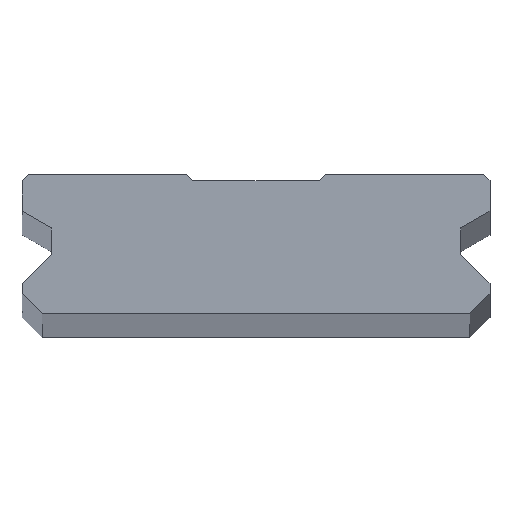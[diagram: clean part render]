
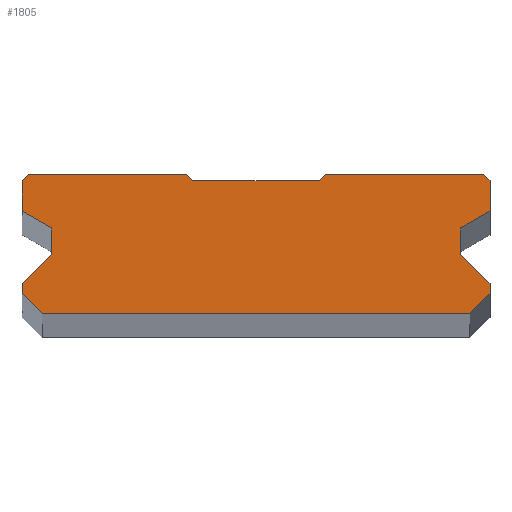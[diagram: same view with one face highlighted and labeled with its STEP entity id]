
A CAD part, top view. The second image highlights one B-rep face of the part: STEP entity #1805.
In plain terms, the highlighted planar face has unit normal (0, 0, 1).
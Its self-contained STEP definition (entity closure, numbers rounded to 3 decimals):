
#79=PLANE('',#2026);
#233=FACE_OUTER_BOUND('',#387,.T.);
#387=EDGE_LOOP('',(#1613,#1614,#1615,#1616,#1617,#1618,#1619,#1620,#1621,
#1622,#1623,#1624,#1625,#1626,#1627,#1628,#1629,#1630,#1631,#1632));
#477=LINE('',#2974,#625);
#481=LINE('',#2982,#629);
#484=LINE('',#2988,#632);
#487=LINE('',#2994,#635);
#490=LINE('',#3000,#638);
#493=LINE('',#3006,#641);
#496=LINE('',#3012,#644);
#499=LINE('',#3018,#647);
#502=LINE('',#3024,#650);
#505=LINE('',#3030,#653);
#508=LINE('',#3036,#656);
#511=LINE('',#3042,#659);
#514=LINE('',#3048,#662);
#517=LINE('',#3054,#665);
#520=LINE('',#3060,#668);
#523=LINE('',#3066,#671);
#526=LINE('',#3072,#674);
#529=LINE('',#3078,#677);
#532=LINE('',#3084,#680);
#535=LINE('',#3089,#683);
#625=VECTOR('',#2472,10.);
#629=VECTOR('',#2478,10.);
#632=VECTOR('',#2483,10.);
#635=VECTOR('',#2488,10.);
#638=VECTOR('',#2493,10.);
#641=VECTOR('',#2498,10.);
#644=VECTOR('',#2503,10.);
#647=VECTOR('',#2508,10.);
#650=VECTOR('',#2513,10.);
#653=VECTOR('',#2518,10.);
#656=VECTOR('',#2523,10.);
#659=VECTOR('',#2528,10.);
#662=VECTOR('',#2533,10.);
#665=VECTOR('',#2538,10.);
#668=VECTOR('',#2543,10.);
#671=VECTOR('',#2548,10.);
#674=VECTOR('',#2553,10.);
#677=VECTOR('',#2558,10.);
#680=VECTOR('',#2563,10.);
#683=VECTOR('',#2568,10.);
#905=VERTEX_POINT('',#2972);
#906=VERTEX_POINT('',#2973);
#909=VERTEX_POINT('',#2981);
#911=VERTEX_POINT('',#2987);
#913=VERTEX_POINT('',#2993);
#915=VERTEX_POINT('',#2999);
#917=VERTEX_POINT('',#3005);
#919=VERTEX_POINT('',#3011);
#921=VERTEX_POINT('',#3017);
#923=VERTEX_POINT('',#3023);
#925=VERTEX_POINT('',#3029);
#927=VERTEX_POINT('',#3035);
#929=VERTEX_POINT('',#3041);
#931=VERTEX_POINT('',#3047);
#933=VERTEX_POINT('',#3053);
#935=VERTEX_POINT('',#3059);
#937=VERTEX_POINT('',#3065);
#939=VERTEX_POINT('',#3071);
#941=VERTEX_POINT('',#3077);
#943=VERTEX_POINT('',#3083);
#1121=EDGE_CURVE('',#905,#906,#477,.T.);
#1125=EDGE_CURVE('',#906,#909,#481,.T.);
#1128=EDGE_CURVE('',#909,#911,#484,.T.);
#1131=EDGE_CURVE('',#911,#913,#487,.T.);
#1134=EDGE_CURVE('',#913,#915,#490,.T.);
#1137=EDGE_CURVE('',#915,#917,#493,.T.);
#1140=EDGE_CURVE('',#917,#919,#496,.T.);
#1143=EDGE_CURVE('',#919,#921,#499,.T.);
#1146=EDGE_CURVE('',#921,#923,#502,.T.);
#1149=EDGE_CURVE('',#923,#925,#505,.T.);
#1152=EDGE_CURVE('',#925,#927,#508,.T.);
#1155=EDGE_CURVE('',#927,#929,#511,.T.);
#1158=EDGE_CURVE('',#929,#931,#514,.T.);
#1161=EDGE_CURVE('',#931,#933,#517,.T.);
#1164=EDGE_CURVE('',#933,#935,#520,.T.);
#1167=EDGE_CURVE('',#935,#937,#523,.T.);
#1170=EDGE_CURVE('',#937,#939,#526,.T.);
#1173=EDGE_CURVE('',#939,#941,#529,.T.);
#1176=EDGE_CURVE('',#941,#943,#532,.T.);
#1179=EDGE_CURVE('',#943,#905,#535,.T.);
#1613=ORIENTED_EDGE('',*,*,#1179,.T.);
#1614=ORIENTED_EDGE('',*,*,#1121,.T.);
#1615=ORIENTED_EDGE('',*,*,#1125,.T.);
#1616=ORIENTED_EDGE('',*,*,#1128,.T.);
#1617=ORIENTED_EDGE('',*,*,#1131,.T.);
#1618=ORIENTED_EDGE('',*,*,#1134,.T.);
#1619=ORIENTED_EDGE('',*,*,#1137,.T.);
#1620=ORIENTED_EDGE('',*,*,#1140,.T.);
#1621=ORIENTED_EDGE('',*,*,#1143,.T.);
#1622=ORIENTED_EDGE('',*,*,#1146,.T.);
#1623=ORIENTED_EDGE('',*,*,#1149,.T.);
#1624=ORIENTED_EDGE('',*,*,#1152,.T.);
#1625=ORIENTED_EDGE('',*,*,#1155,.T.);
#1626=ORIENTED_EDGE('',*,*,#1158,.T.);
#1627=ORIENTED_EDGE('',*,*,#1161,.T.);
#1628=ORIENTED_EDGE('',*,*,#1164,.T.);
#1629=ORIENTED_EDGE('',*,*,#1167,.T.);
#1630=ORIENTED_EDGE('',*,*,#1170,.T.);
#1631=ORIENTED_EDGE('',*,*,#1173,.T.);
#1632=ORIENTED_EDGE('',*,*,#1176,.T.);
#1805=ADVANCED_FACE('',(#233),#79,.T.);
#2026=AXIS2_PLACEMENT_3D('',#3091,#2570,#2571);
#2472=DIRECTION('',(0.,-1.,0.));
#2478=DIRECTION('',(-0.707,-0.707,0.));
#2483=DIRECTION('',(0.,-1.,0.));
#2488=DIRECTION('',(0.707,-0.707,0.));
#2493=DIRECTION('',(1.,0.,0.));
#2498=DIRECTION('',(0.707,0.707,0.));
#2503=DIRECTION('',(0.,1.,0.));
#2508=DIRECTION('',(-0.707,0.707,0.));
#2513=DIRECTION('',(0.,1.,0.));
#2518=DIRECTION('',(0.866,0.5,0.));
#2523=DIRECTION('',(0.,1.,0.));
#2528=DIRECTION('',(-0.707,0.707,0.));
#2533=DIRECTION('',(-1.,0.,0.));
#2538=DIRECTION('',(-0.707,-0.707,0.));
#2543=DIRECTION('',(-1.,0.,0.));
#2548=DIRECTION('',(-0.707,0.707,0.));
#2553=DIRECTION('',(-1.,0.,0.));
#2558=DIRECTION('',(-0.707,-0.707,0.));
#2563=DIRECTION('',(0.,-1.,0.));
#2568=DIRECTION('',(0.866,-0.5,0.));
#2570=DIRECTION('center_axis',(0.,0.,1.));
#2571=DIRECTION('ref_axis',(1.,0.,0.));
#2972=CARTESIAN_POINT('',(-16.2,6.772,0.));
#2973=CARTESIAN_POINT('',(-16.2,4.7,0.));
#2974=CARTESIAN_POINT('',(-16.2,6.772,0.));
#2981=CARTESIAN_POINT('',(-18.5,2.4,0.));
#2982=CARTESIAN_POINT('',(-16.2,4.7,0.));
#2987=CARTESIAN_POINT('',(-18.5,1.6,0.));
#2988=CARTESIAN_POINT('',(-18.5,2.4,0.));
#2993=CARTESIAN_POINT('',(-16.9,0.,0.));
#2994=CARTESIAN_POINT('',(-18.5,1.6,0.));
#2999=CARTESIAN_POINT('',(16.9,0.,0.));
#3000=CARTESIAN_POINT('',(-16.9,0.,0.));
#3005=CARTESIAN_POINT('',(18.5,1.6,0.));
#3006=CARTESIAN_POINT('',(16.9,0.,0.));
#3011=CARTESIAN_POINT('',(18.5,2.4,0.));
#3012=CARTESIAN_POINT('',(18.5,1.6,0.));
#3017=CARTESIAN_POINT('',(16.2,4.7,0.));
#3018=CARTESIAN_POINT('',(18.5,2.4,0.));
#3023=CARTESIAN_POINT('',(16.2,6.772,0.));
#3024=CARTESIAN_POINT('',(16.2,4.7,0.));
#3029=CARTESIAN_POINT('',(18.5,8.1,0.));
#3030=CARTESIAN_POINT('',(16.2,6.772,0.));
#3035=CARTESIAN_POINT('',(18.5,10.5,0.));
#3036=CARTESIAN_POINT('',(18.5,8.1,0.));
#3041=CARTESIAN_POINT('',(18.,11.,0.));
#3042=CARTESIAN_POINT('',(18.5,10.5,0.));
#3047=CARTESIAN_POINT('',(5.5,11.,0.));
#3048=CARTESIAN_POINT('',(18.,11.,0.));
#3053=CARTESIAN_POINT('',(5.,10.5,0.));
#3054=CARTESIAN_POINT('',(5.5,11.,0.));
#3059=CARTESIAN_POINT('',(-5.,10.5,0.));
#3060=CARTESIAN_POINT('',(5.,10.5,0.));
#3065=CARTESIAN_POINT('',(-5.5,11.,0.));
#3066=CARTESIAN_POINT('',(-5.,10.5,0.));
#3071=CARTESIAN_POINT('',(-18.,11.,0.));
#3072=CARTESIAN_POINT('',(-5.5,11.,0.));
#3077=CARTESIAN_POINT('',(-18.5,10.5,0.));
#3078=CARTESIAN_POINT('',(-18.,11.,0.));
#3083=CARTESIAN_POINT('',(-18.5,8.1,0.));
#3084=CARTESIAN_POINT('',(-18.5,10.5,0.));
#3089=CARTESIAN_POINT('',(-18.5,8.1,0.));
#3091=CARTESIAN_POINT('Origin',(0.,5.565,
0.));
